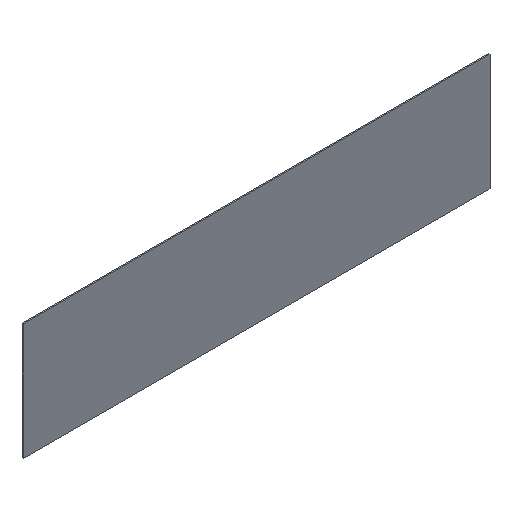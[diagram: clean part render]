
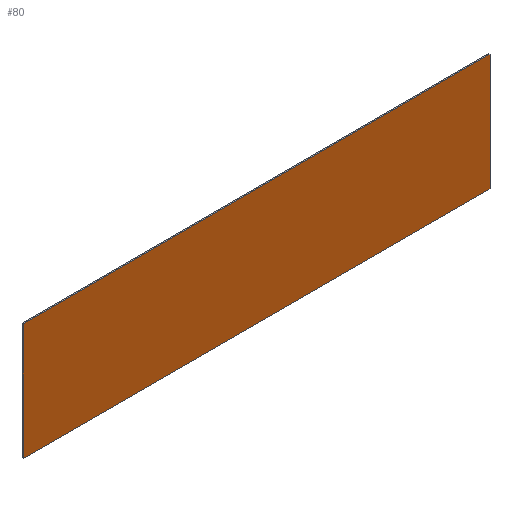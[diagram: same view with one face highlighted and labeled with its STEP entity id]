
A CAD part, isometric view. The second image highlights one B-rep face of the part: STEP entity #80.
In plain terms, the highlighted planar face has unit normal (0, -1, 0).
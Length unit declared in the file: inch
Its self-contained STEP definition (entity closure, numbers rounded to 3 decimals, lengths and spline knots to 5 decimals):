
#7 = LINE ( 'NONE', #65, #177 ) ;
#18 = EDGE_LOOP ( 'NONE', ( #188, #159, #78, #143 ) ) ;
#20 = CARTESIAN_POINT ( 'NONE',  ( 0., -0.0625, 0. ) ) ;
#23 = EDGE_CURVE ( 'NONE', #228, #200, #129, .T. ) ;
#24 = CARTESIAN_POINT ( 'NONE',  ( 24., -0.0625, 6. ) ) ;
#30 = EDGE_CURVE ( 'NONE', #200, #216, #59, .T. ) ;
#44 = DIRECTION ( 'NONE',  ( 0., 0., 1. ) ) ;
#51 = LINE ( 'NONE', #202, #137 ) ;
#56 = VERTEX_POINT ( 'NONE', #233 ) ;
#59 = LINE ( 'NONE', #199, #240 ) ;
#65 = CARTESIAN_POINT ( 'NONE',  ( 24., -0.0625, -6. ) ) ;
#78 = ORIENTED_EDGE ( 'NONE', *, *, #189, .F. ) ;
#79 = DIRECTION ( 'NONE',  ( 0., 1., 0. ) ) ;
#80 = ADVANCED_FACE ( 'NONE', ( #223 ), #113, .F. ) ;
#82 = DIRECTION ( 'NONE',  ( 0., 0., 1. ) ) ;
#113 = PLANE ( 'NONE',  #125 ) ;
#125 = AXIS2_PLACEMENT_3D ( 'NONE', #20, #79, #82 ) ;
#129 = LINE ( 'NONE', #24, #147 ) ;
#137 = VECTOR ( 'NONE', #44, 39.37008 ) ;
#139 = CARTESIAN_POINT ( 'NONE',  ( 24., -0.0625, -6. ) ) ;
#143 = ORIENTED_EDGE ( 'NONE', *, *, #211, .F. ) ;
#147 = VECTOR ( 'NONE', #234, 39.37008 ) ;
#159 = ORIENTED_EDGE ( 'NONE', *, *, #23, .F. ) ;
#177 = VECTOR ( 'NONE', #237, 39.37008 ) ;
#188 = ORIENTED_EDGE ( 'NONE', *, *, #30, .F. ) ;
#189 = EDGE_CURVE ( 'NONE', #56, #228, #51, .T. ) ;
#199 = CARTESIAN_POINT ( 'NONE',  ( 24., -0.0625, 6. ) ) ;
#200 = VERTEX_POINT ( 'NONE', #205 ) ;
#202 = CARTESIAN_POINT ( 'NONE',  ( -24., -0.0625, 6. ) ) ;
#205 = CARTESIAN_POINT ( 'NONE',  ( 24., -0.0625, 6. ) ) ;
#211 = EDGE_CURVE ( 'NONE', #216, #56, #7, .T. ) ;
#216 = VERTEX_POINT ( 'NONE', #139 ) ;
#217 = DIRECTION ( 'NONE',  ( 0., 0., -1. ) ) ;
#223 = FACE_OUTER_BOUND ( 'NONE', #18, .T. ) ;
#228 = VERTEX_POINT ( 'NONE', #238 ) ;
#233 = CARTESIAN_POINT ( 'NONE',  ( -24., -0.0625, -6. ) ) ;
#234 = DIRECTION ( 'NONE',  ( 1., 0., 0. ) ) ;
#237 = DIRECTION ( 'NONE',  ( -1., 0., 0. ) ) ;
#238 = CARTESIAN_POINT ( 'NONE',  ( -24., -0.0625, 6. ) ) ;
#240 = VECTOR ( 'NONE', #217, 39.37008 ) ;
